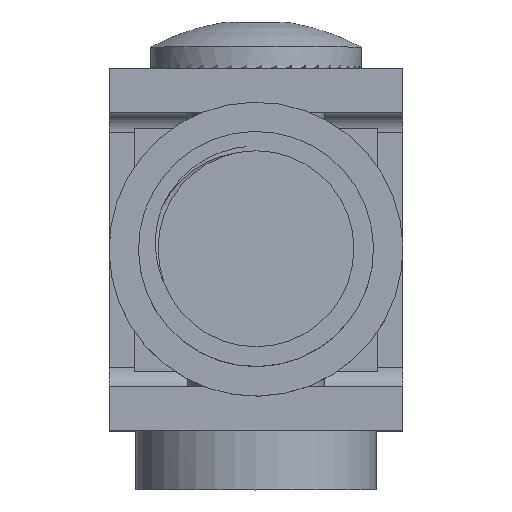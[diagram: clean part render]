
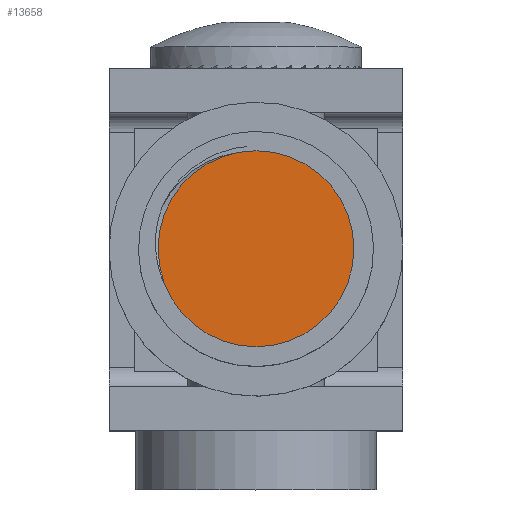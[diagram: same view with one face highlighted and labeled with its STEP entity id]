
A CAD part, top view. The second image highlights one B-rep face of the part: STEP entity #13658.
In plain terms, the highlighted face is planar.
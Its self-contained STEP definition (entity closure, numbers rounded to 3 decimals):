
#3430 = DIRECTION ( 'NONE',  ( -1., 0., 0. ) ) ;
#6177 = VERTEX_POINT ( 'NONE', #9698 ) ;
#7714 = DIRECTION ( 'NONE',  ( 0., 0., 1. ) ) ;
#8590 = FACE_OUTER_BOUND ( 'NONE', #13909, .T. ) ;
#9698 = CARTESIAN_POINT ( 'NONE',  ( -45., 12.4, -2.4 ) ) ;
#13658 = ADVANCED_FACE ( 'NONE', ( #8590 ), #28476, .T. ) ;
#13909 = EDGE_LOOP ( 'NONE', ( #18565 ) ) ;
#15285 = DIRECTION ( 'NONE',  ( -1., 0., 0. ) ) ;
#15530 = AXIS2_PLACEMENT_3D ( 'NONE', #25434, #15285, #7714 ) ;
#16321 = EDGE_CURVE ( 'NONE', #6177, #6177, #20997, .T. ) ;
#18565 = ORIENTED_EDGE ( 'NONE', *, *, #16321, .T. ) ;
#20997 = CIRCLE ( 'NONE', #15530, 10. ) ;
#25434 = CARTESIAN_POINT ( 'NONE',  ( -45., 12.4, -12.4 ) ) ;
#26063 = CARTESIAN_POINT ( 'NONE',  ( -45., 12.4, -12.4 ) ) ;
#28044 = DIRECTION ( 'NONE',  ( 0., 0., 1. ) ) ;
#28476 = PLANE ( 'NONE',  #31625 ) ;
#31625 = AXIS2_PLACEMENT_3D ( 'NONE', #26063, #3430, #28044 ) ;
